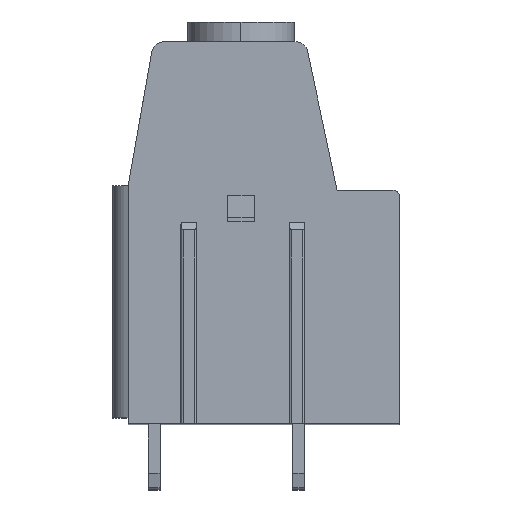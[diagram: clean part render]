
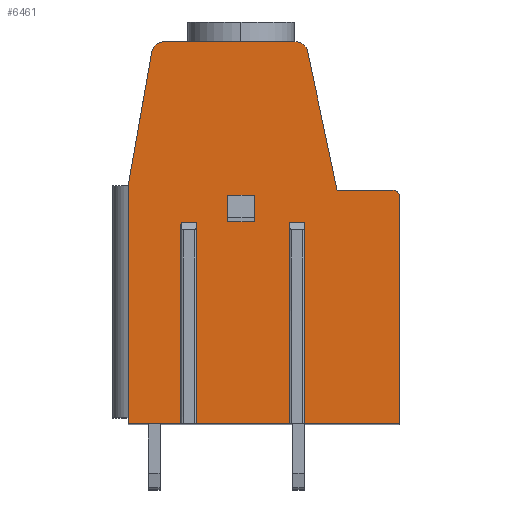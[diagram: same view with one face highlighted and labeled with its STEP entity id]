
A CAD part, top view. The second image highlights one B-rep face of the part: STEP entity #6461.
In plain terms, the highlighted planar face has unit normal (0, 0, 1).
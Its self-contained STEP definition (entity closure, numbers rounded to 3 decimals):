
#1673=DIRECTION('',(0.,1.,0.));
#1674=VECTOR('',#1673,2.);
#1675=CARTESIAN_POINT('',(-0.75,0.85,5.08));
#1676=LINE('',#1675,#1674);
#1677=DIRECTION('',(1.,0.,0.));
#1678=VECTOR('',#1677,2.);
#1679=CARTESIAN_POINT('',(-2.75,2.85,5.08));
#1680=LINE('',#1679,#1678);
#1681=DIRECTION('',(0.,1.,0.));
#1682=VECTOR('',#1681,2.);
#1683=CARTESIAN_POINT('',(-2.75,0.85,5.08));
#1684=LINE('',#1683,#1682);
#1685=DIRECTION('',(1.,0.,0.));
#1686=VECTOR('',#1685,2.);
#1687=CARTESIAN_POINT('',(-2.75,0.85,5.08));
#1688=LINE('',#1687,#1686);
#1689=CARTESIAN_POINT('',(2.386,13.65,5.08));
#1690=DIRECTION('',(0.,0.,1.));
#1691=DIRECTION('',(0.978,0.208,0.));
#1692=AXIS2_PLACEMENT_3D('',#1689,#1690,#1691);
#1694=DIRECTION('',(-0.208,0.978,0.));
#1695=VECTOR('',#1694,10.845);
#1696=CARTESIAN_POINT('',(5.619,3.25,5.08));
#1697=LINE('',#1696,#1695);
#1698=DIRECTION('',(-1.,0.,0.));
#1699=VECTOR('',#1698,4.281);
#1700=CARTESIAN_POINT('',(9.9,3.25,5.08));
#1701=LINE('',#1700,#1699);
#1702=CARTESIAN_POINT('',(9.9,2.75,5.08));
#1703=DIRECTION('',(0.,0.,1.));
#1704=DIRECTION('',(1.,0.,0.));
#1705=AXIS2_PLACEMENT_3D('',#1702,#1703,#1704);
#1707=DIRECTION('',(0.,1.,0.));
#1708=VECTOR('',#1707,17.4);
#1709=CARTESIAN_POINT('',(10.4,-14.65,5.08));
#1710=LINE('',#1709,#1708);
#1711=DIRECTION('',(1.,0.,0.));
#1712=VECTOR('',#1711,7.525);
#1713=CARTESIAN_POINT('',(2.875,-14.65,5.08));
#1714=LINE('',#1713,#1712);
#1715=DIRECTION('',(0.,1.,0.));
#1716=VECTOR('',#1715,15.4);
#1717=CARTESIAN_POINT('',(2.875,-14.65,5.08));
#1718=LINE('',#1717,#1716);
#1719=DIRECTION('',(1.,0.,0.));
#1720=VECTOR('',#1719,0.65);
#1721=CARTESIAN_POINT('',(2.225,0.75,5.08));
#1722=LINE('',#1721,#1720);
#1723=DIRECTION('',(0.,1.,0.));
#1724=VECTOR('',#1723,15.4);
#1725=CARTESIAN_POINT('',(2.225,-14.65,5.08));
#1726=LINE('',#1725,#1724);
#1727=DIRECTION('',(1.,0.,0.));
#1728=VECTOR('',#1727,7.65);
#1729=CARTESIAN_POINT('',(-5.425,-14.65,5.08));
#1730=LINE('',#1729,#1728);
#1731=DIRECTION('',(0.,1.,0.));
#1732=VECTOR('',#1731,15.4);
#1733=CARTESIAN_POINT('',(-5.425,-14.65,5.08));
#1734=LINE('',#1733,#1732);
#1735=DIRECTION('',(1.,0.,0.));
#1736=VECTOR('',#1735,0.65);
#1737=CARTESIAN_POINT('',(-6.075,0.75,5.08));
#1738=LINE('',#1737,#1736);
#1739=DIRECTION('',(0.,1.,0.));
#1740=VECTOR('',#1739,15.4);
#1741=CARTESIAN_POINT('',(-6.075,-14.65,5.08));
#1742=LINE('',#1741,#1740);
#1743=DIRECTION('',(1.,0.,0.));
#1744=VECTOR('',#1743,4.325);
#1745=CARTESIAN_POINT('',(-10.4,-14.65,5.08));
#1746=LINE('',#1745,#1744);
#1747=DIRECTION('',(0.,-1.,0.));
#1748=VECTOR('',#1747,18.25);
#1749=CARTESIAN_POINT('',(-10.4,3.6,5.08));
#1750=LINE('',#1749,#1748);
#1751=DIRECTION('',(-0.174,-0.985,0.));
#1752=VECTOR('',#1751,10.381);
#1753=CARTESIAN_POINT('',(-8.597,13.824,5.08));
#1754=LINE('',#1753,#1752);
#1755=CARTESIAN_POINT('',(-7.612,13.65,5.08));
#1756=DIRECTION('',(0.,0.,1.));
#1757=DIRECTION('',(0.,1.,0.));
#1758=AXIS2_PLACEMENT_3D('',#1755,#1756,#1757);
#1760=DIRECTION('',(-1.,0.,0.));
#1761=VECTOR('',#1760,9.998);
#1762=CARTESIAN_POINT('',(2.386,14.65,5.08));
#1763=LINE('',#1762,#1761);
#3461=CARTESIAN_POINT('',(-10.4,3.6,5.08));
#3462=CARTESIAN_POINT('',(-10.4,-14.65,5.08));
#3463=VERTEX_POINT('',#3461);
#3464=VERTEX_POINT('',#3462);
#3466=CARTESIAN_POINT('',(10.4,-14.65,5.08));
#3468=VERTEX_POINT('',#3466);
#3470=CARTESIAN_POINT('',(5.619,3.25,5.08));
#3472=VERTEX_POINT('',#3470);
#3513=CARTESIAN_POINT('',(-6.075,-14.65,5.08));
#3514=VERTEX_POINT('',#3513);
#3515=CARTESIAN_POINT('',(-5.425,-14.65,5.08));
#3516=CARTESIAN_POINT('',(2.225,-14.65,5.08));
#3517=VERTEX_POINT('',#3515);
#3518=VERTEX_POINT('',#3516);
#3519=CARTESIAN_POINT('',(2.875,-14.65,5.08));
#3520=VERTEX_POINT('',#3519);
#3521=CARTESIAN_POINT('',(-6.075,0.75,5.08));
#3522=CARTESIAN_POINT('',(-5.425,0.75,5.08));
#3523=VERTEX_POINT('',#3521);
#3524=VERTEX_POINT('',#3522);
#3525=CARTESIAN_POINT('',(2.225,0.75,5.08));
#3526=CARTESIAN_POINT('',(2.875,0.75,5.08));
#3527=VERTEX_POINT('',#3525);
#3528=VERTEX_POINT('',#3526);
#3547=CARTESIAN_POINT('',(-0.75,0.85,5.08));
#3548=CARTESIAN_POINT('',(-0.75,2.85,5.08));
#3549=VERTEX_POINT('',#3547);
#3550=VERTEX_POINT('',#3548);
#3551=CARTESIAN_POINT('',(-2.75,0.85,5.08));
#3552=CARTESIAN_POINT('',(-2.75,2.85,5.08));
#3553=VERTEX_POINT('',#3551);
#3554=VERTEX_POINT('',#3552);
#3679=CARTESIAN_POINT('',(3.364,13.858,5.08));
#3680=VERTEX_POINT('',#3679);
#3681=CARTESIAN_POINT('',(2.386,14.65,5.08));
#3682=VERTEX_POINT('',#3681);
#3687=CARTESIAN_POINT('',(-7.612,14.65,5.08));
#3688=CARTESIAN_POINT('',(-8.597,13.824,5.08));
#3689=VERTEX_POINT('',#3687);
#3690=VERTEX_POINT('',#3688);
#3695=CARTESIAN_POINT('',(10.4,2.75,5.08));
#3696=VERTEX_POINT('',#3695);
#3697=CARTESIAN_POINT('',(9.9,3.25,5.08));
#3698=VERTEX_POINT('',#3697);
#6420=CARTESIAN_POINT('',(0.,0.,5.08));
#6421=DIRECTION('',(0.,0.,1.));
#6422=DIRECTION('',(1.,0.,0.));
#6423=AXIS2_PLACEMENT_3D('',#6420,#6421,#6422);
#6424=PLANE('',#6423);
#6425=ORIENTED_EDGE('',*,*,#4527,.F.);
#6426=ORIENTED_EDGE('',*,*,#4543,.F.);
#6427=ORIENTED_EDGE('',*,*,#4555,.F.);
#6428=ORIENTED_EDGE('',*,*,#4570,.F.);
#6429=ORIENTED_EDGE('',*,*,#4585,.F.);
#6430=ORIENTED_EDGE('',*,*,#4709,.F.);
#6432=ORIENTED_EDGE('',*,*,#6431,.T.);
#6434=ORIENTED_EDGE('',*,*,#6433,.F.);
#6436=ORIENTED_EDGE('',*,*,#6435,.F.);
#6437=ORIENTED_EDGE('',*,*,#4693,.F.);
#6439=ORIENTED_EDGE('',*,*,#6438,.T.);
#6441=ORIENTED_EDGE('',*,*,#6440,.F.);
#6443=ORIENTED_EDGE('',*,*,#6442,.F.);
#6444=ORIENTED_EDGE('',*,*,#4677,.F.);
#6445=ORIENTED_EDGE('',*,*,#5103,.F.);
#6446=ORIENTED_EDGE('',*,*,#5225,.F.);
#6447=ORIENTED_EDGE('',*,*,#5477,.F.);
#6448=ORIENTED_EDGE('',*,*,#5570,.F.);
#6449=EDGE_LOOP('',(#6425,#6426,#6427,#6428,#6429,#6430,#6432,#6434,#6436,#6437,
#6439,#6441,#6443,#6444,#6445,#6446,#6447,#6448));
#6450=FACE_OUTER_BOUND('',#6449,.F.);
#6452=ORIENTED_EDGE('',*,*,#6451,.T.);
#6454=ORIENTED_EDGE('',*,*,#6453,.F.);
#6456=ORIENTED_EDGE('',*,*,#6455,.F.);
#6458=ORIENTED_EDGE('',*,*,#6457,.T.);
#6459=EDGE_LOOP('',(#6452,#6454,#6456,#6458));
#6460=FACE_BOUND('',#6459,.F.);
#1693=CIRCLE('',#1692,1.);
#1706=CIRCLE('',#1705,0.5);
#1759=CIRCLE('',#1758,1.);
#4527=EDGE_CURVE('',#3680,#3682,#1693,.T.);
#4543=EDGE_CURVE('',#3472,#3680,#1697,.T.);
#4555=EDGE_CURVE('',#3698,#3472,#1701,.T.);
#4570=EDGE_CURVE('',#3696,#3698,#1706,.T.);
#4585=EDGE_CURVE('',#3468,#3696,#1710,.T.);
#4677=EDGE_CURVE('',#3464,#3514,#1746,.T.);
#4693=EDGE_CURVE('',#3517,#3518,#1730,.T.);
#4709=EDGE_CURVE('',#3520,#3468,#1714,.T.);
#5103=EDGE_CURVE('',#3463,#3464,#1750,.T.);
#5225=EDGE_CURVE('',#3690,#3463,#1754,.T.);
#5477=EDGE_CURVE('',#3689,#3690,#1759,.T.);
#5570=EDGE_CURVE('',#3682,#3689,#1763,.T.);
#6431=EDGE_CURVE('',#3520,#3528,#1718,.T.);
#6433=EDGE_CURVE('',#3527,#3528,#1722,.T.);
#6435=EDGE_CURVE('',#3518,#3527,#1726,.T.);
#6438=EDGE_CURVE('',#3517,#3524,#1734,.T.);
#6440=EDGE_CURVE('',#3523,#3524,#1738,.T.);
#6442=EDGE_CURVE('',#3514,#3523,#1742,.T.);
#6451=EDGE_CURVE('',#3549,#3550,#1676,.T.);
#6453=EDGE_CURVE('',#3554,#3550,#1680,.T.);
#6455=EDGE_CURVE('',#3553,#3554,#1684,.T.);
#6457=EDGE_CURVE('',#3553,#3549,#1688,.T.);
#6461=ADVANCED_FACE('',(#6450,#6460),#6424,.T.);
